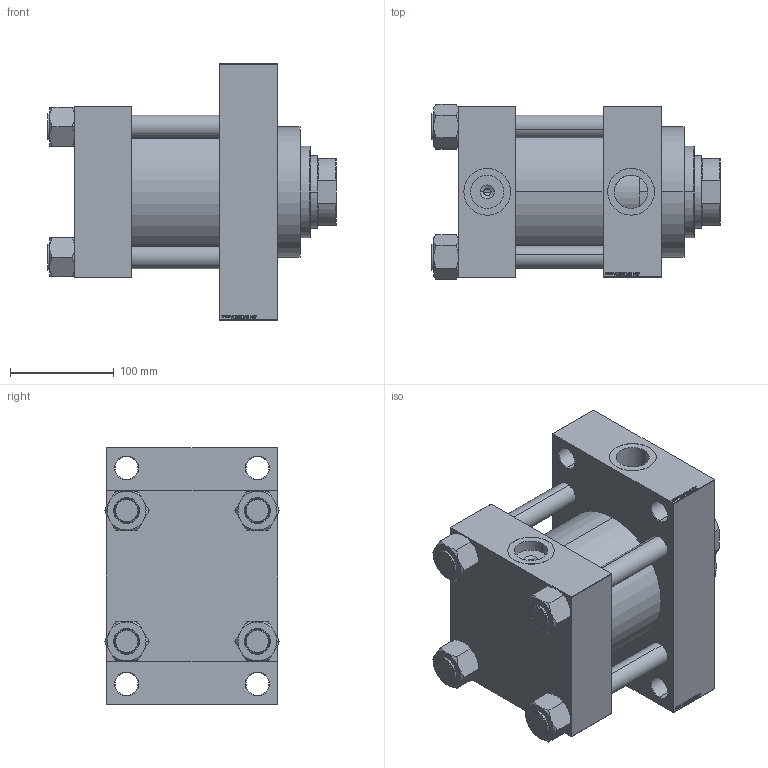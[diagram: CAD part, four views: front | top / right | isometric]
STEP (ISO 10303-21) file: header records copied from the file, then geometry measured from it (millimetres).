
FILE_DESCRIPTION (( 'STEP AP203' ), '1' );
FILE_NAME ('ac63.STEP', '2025-10-14T07:51:42', ( '' ), ( '' ), 'SwSTEP 2.0', 'SolidWorks 2019', '' );
FILE_SCHEMA (( 'CONFIG_CONTROL_DESIGN' ));
Length unit declared in the file: millimetre
Products named in the file (6): V215CR_VCP_D 59895582790f4bf3a20fa6959ce80bdd; NUT_M5_D 59895582790f4bf3a20fa6959ce80bdd; V215CR_D_Body 59895582790f4bf3a20fa6959ce80bdd; V215_VC_A 59895582790f4bf3a20fa6959ce80bdd; ac63; V215CR_D_TYCINKA 59895582790f4bf3a20fa6959ce80bdd
Assembly tree (11 placements, depth 2):
  ac63
    V215CR_D_Body 59895582790f4bf3a20fa6959ce80bdd
    V215CR_VCP_D 59895582790f4bf3a20fa6959ce80bdd
    NUT_M5_D 59895582790f4bf3a20fa6959ce80bdd  x4
    V215CR_D_TYCINKA 59895582790f4bf3a20fa6959ce80bdd  x4
    V215_VC_A 59895582790f4bf3a20fa6959ce80bdd
Bounding box: 278 x 169.14 x 247 mm (x, y, z)
Volume: 5013241.5 mm3; surface area: 542141.5 mm2
Topology: 11 solids, 11 shells, 1148 faces, 2905 edges, 1889 vertices
Faces by surface type: plane 544, bspline 368, cone 142, cylinder 86, torus 8
Entity records: 47695 total; most frequent: CARTESIAN_POINT 25231, ORIENTED_EDGE 5074, DIRECTION 3251, EDGE_CURVE 2537, VERTEX_POINT 1667, LINE 1525, VECTOR 1525, EDGE_LOOP 1122
